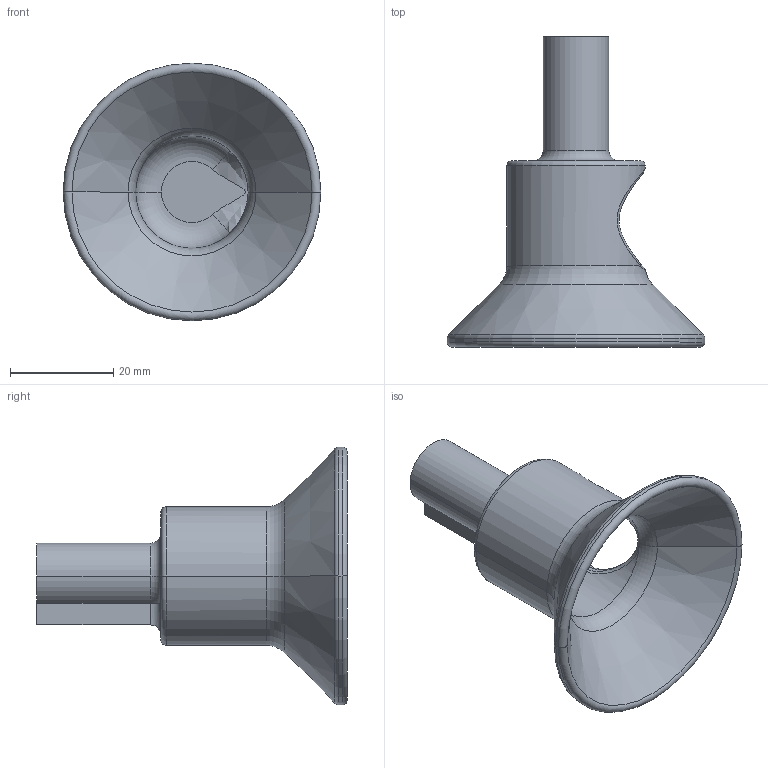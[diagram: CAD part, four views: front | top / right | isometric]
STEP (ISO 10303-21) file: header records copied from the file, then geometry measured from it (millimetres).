
FILE_DESCRIPTION (( 'STEP AP214' ), '1' );
FILE_NAME ('Gripper.STEP', '2025-05-27T07:57:22', ( '' ), ( '' ), 'SwSTEP 2.0', 'SolidWorks 2024', '' );
FILE_SCHEMA (( 'AUTOMOTIVE_DESIGN' ));
Length unit declared in the file: millimetre
Products named in the file (1): Gripper
Bounding box: 50 x 60.29 x 50 mm (x, y, z)
Volume: 12519.2 mm3; surface area: 9733.3 mm2
Topology: 1 solids, 1 shells, 58 faces, 138 edges, 82 vertices
Faces by surface type: torus 15, cylinder 14, plane 13, bspline 12, cone 4
Entity records: 2889 total; most frequent: CARTESIAN_POINT 1598, ORIENTED_EDGE 276, DIRECTION 258, EDGE_CURVE 138, AXIS2_PLACEMENT_3D 108, VERTEX_POINT 82, CIRCLE 61, EDGE_LOOP 60
